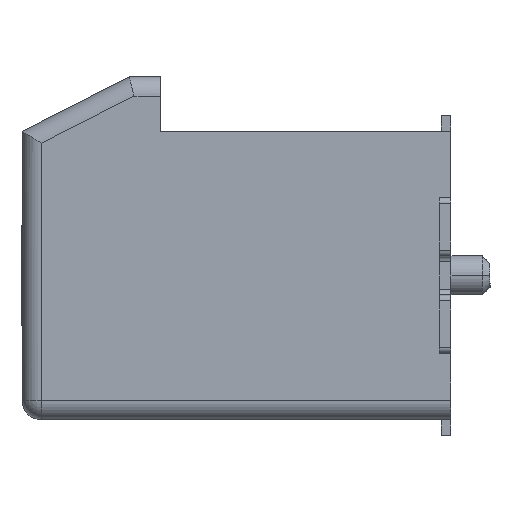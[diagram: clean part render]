
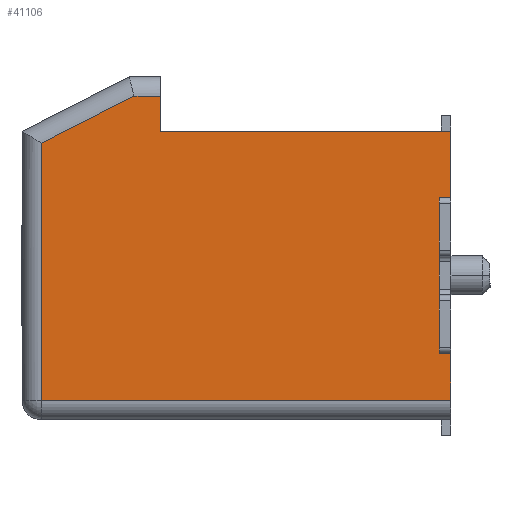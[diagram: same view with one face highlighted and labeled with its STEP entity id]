
A CAD part, left-side view. The second image highlights one B-rep face of the part: STEP entity #41106.
In plain terms, the highlighted planar face has unit normal (-1, 0, 0).
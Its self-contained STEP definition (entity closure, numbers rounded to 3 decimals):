
#1065=DIRECTION('',(0.,0.,1.));
#1066=VECTOR('',#1065,1.2);
#1067=CARTESIAN_POINT('',(0.,-11.,-3.2));
#1068=LINE('20680',#1067,#1066);
#1115=DIRECTION('',(0.,0.,1.));
#1116=VECTOR('',#1115,1.7);
#1117=CARTESIAN_POINT('',(0.,-11.,2.));
#1118=LINE('20694',#1117,#1116);
#3452=DIRECTION('',(0.,1.,0.));
#3453=VECTOR('',#3452,7.45);
#3454=CARTESIAN_POINT('',(0.,-11.,3.7));
#3455=LINE('21275',#3454,#3453);
#5340=DIRECTION('',(0.,-1.,0.));
#5341=VECTOR('',#5340,0.3);
#5342=CARTESIAN_POINT('',(0.,-10.7,-2.));
#5343=LINE('21744',#5342,#5341);
#5344=DIRECTION('',(0.,-0.891,0.454));
#5345=VECTOR('',#5344,2.659);
#5346=CARTESIAN_POINT('',(0.,-0.5,3.393));
#5347=LINE('21747',#5346,#5345);
#5348=DIRECTION('',(0.,0.,-1.));
#5349=VECTOR('',#5348,0.9);
#5350=CARTESIAN_POINT('',(0.,-3.55,4.6));
#5351=LINE('21749',#5350,#5349);
#5352=DIRECTION('',(0.,1.,0.));
#5353=VECTOR('',#5352,0.3);
#5354=CARTESIAN_POINT('',(0.,-11.,2.));
#5355=LINE('21750',#5354,#5353);
#5356=DIRECTION('',(0.,0.,1.));
#5357=VECTOR('',#5356,4.);
#5358=CARTESIAN_POINT('',(0.,-10.7,-2.));
#5359=LINE('21743',#5358,#5357);
#5478=DIRECTION('',(0.,-1.,0.));
#5479=VECTOR('',#5478,10.5);
#5480=CARTESIAN_POINT('',(0.,-0.5,-3.2));
#5481=LINE('21745',#5480,#5479);
#7536=DIRECTION('',(0.,1.,0.));
#7537=VECTOR('',#7536,0.68);
#7538=CARTESIAN_POINT('',(0.,-3.55,4.6));
#7539=LINE('21748',#7538,#7537);
#7557=DIRECTION('',(0.,0.,-1.));
#7558=VECTOR('',#7557,6.593);
#7559=CARTESIAN_POINT('',(0.,-0.5,3.393));
#7560=LINE('21746',#7559,#7558);
#26716=CARTESIAN_POINT('',(0.,-11.,-3.2));
#26717=VERTEX_POINT('',#26716);
#26718=CARTESIAN_POINT('',(0.,-11.,-2.));
#26719=VERTEX_POINT('',#26718);
#26744=CARTESIAN_POINT('',(0.,-11.,2.));
#26745=VERTEX_POINT('',#26744);
#26746=CARTESIAN_POINT('',(0.,-11.,3.7));
#26747=VERTEX_POINT('',#26746);
#27734=CARTESIAN_POINT('',(0.,-3.55,3.7));
#27735=VERTEX_POINT('',#27734);
#28186=CARTESIAN_POINT('',(0.,-10.7,-2.));
#28187=CARTESIAN_POINT('',(0.,-10.7,2.));
#28188=VERTEX_POINT('',#28186);
#28189=VERTEX_POINT('',#28187);
#28190=CARTESIAN_POINT('',(0.,-0.5,-3.2));
#28191=VERTEX_POINT('',#28190);
#28192=CARTESIAN_POINT('',(0.,-0.5,3.393));
#28193=VERTEX_POINT('',#28192);
#28194=CARTESIAN_POINT('',(0.,-2.87,4.6));
#28195=VERTEX_POINT('',#28194);
#28196=CARTESIAN_POINT('',(0.,-3.55,4.6));
#28197=VERTEX_POINT('',#28196);
#41080=CARTESIAN_POINT('',(0.,-5.75,0.7));
#41081=DIRECTION('',(1.,0.,0.));
#41082=DIRECTION('',(0.,-1.,0.));
#41083=AXIS2_PLACEMENT_3D('',#41080,#41081,#41082);
#41084=PLANE('26807',#41083);
#41086=ORIENTED_EDGE('21743',*,*,#41085,.F.);
#41088=ORIENTED_EDGE('21744',*,*,#41087,.T.);
#41089=ORIENTED_EDGE('20680',*,*,#35347,.F.);
#41091=ORIENTED_EDGE('21745',*,*,#41090,.F.);
#41093=ORIENTED_EDGE('21746',*,*,#41092,.F.);
#41095=ORIENTED_EDGE('21747',*,*,#41094,.T.);
#41097=ORIENTED_EDGE('21748',*,*,#41096,.F.);
#41099=ORIENTED_EDGE('21749',*,*,#41098,.T.);
#41100=ORIENTED_EDGE('21275',*,*,#36676,.F.);
#41101=ORIENTED_EDGE('20694',*,*,#35375,.F.);
#41103=ORIENTED_EDGE('21750',*,*,#41102,.T.);
#41104=EDGE_LOOP('26807',(#41086,#41088,#41089,#41091,#41093,#41095,#41097,
#41099,#41100,#41101,#41103));
#41105=FACE_OUTER_BOUND('26807',#41104,.F.);
#41106=ADVANCED_FACE('26807',(#41105),#41084,.F.);
#35347=EDGE_CURVE('20680',#26717,#26719,#1068,.T.);
#35375=EDGE_CURVE('20694',#26745,#26747,#1118,.T.);
#36676=EDGE_CURVE('21275',#26747,#27735,#3455,.T.);
#41085=EDGE_CURVE('21743',#28188,#28189,#5359,.T.);
#41087=EDGE_CURVE('21744',#28188,#26719,#5343,.T.);
#41090=EDGE_CURVE('21745',#28191,#26717,#5481,.T.);
#41092=EDGE_CURVE('21746',#28193,#28191,#7560,.T.);
#41094=EDGE_CURVE('21747',#28193,#28195,#5347,.T.);
#41096=EDGE_CURVE('21748',#28197,#28195,#7539,.T.);
#41098=EDGE_CURVE('21749',#28197,#27735,#5351,.T.);
#41102=EDGE_CURVE('21750',#26745,#28189,#5355,.T.);
